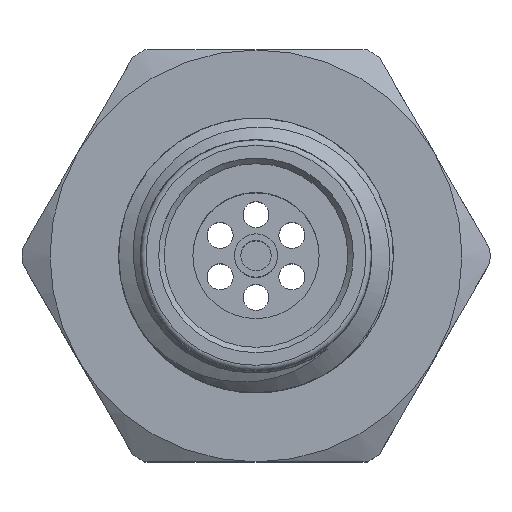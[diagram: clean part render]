
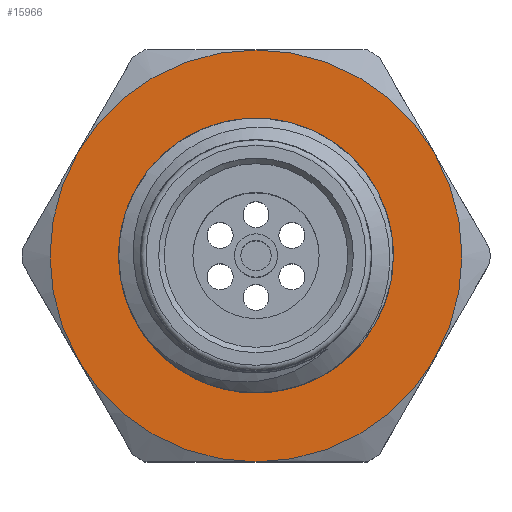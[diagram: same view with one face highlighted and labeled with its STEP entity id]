
A CAD part, top view. The second image highlights one B-rep face of the part: STEP entity #15966.
In plain terms, the highlighted planar face has unit normal (0, 0, 1).
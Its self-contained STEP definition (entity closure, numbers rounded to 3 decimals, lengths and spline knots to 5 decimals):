
#49 = AXIS2_PLACEMENT_3D ( 'NONE', #15780, #286, #26239 ) ;
#243 = AXIS2_PLACEMENT_3D ( 'NONE', #4985, #18110, #25389 ) ;
#286 = DIRECTION ( 'NONE',  ( 0., 0., 1. ) ) ;
#465 = ORIENTED_EDGE ( 'NONE', *, *, #20496, .T. ) ;
#477 = PLANE ( 'NONE',  #25787 ) ;
#646 = DIRECTION ( 'NONE',  ( 1., 0., 0. ) ) ;
#693 = CIRCLE ( 'NONE', #49, 0.1875 ) ;
#2210 = EDGE_CURVE ( 'NONE', #11845, #11845, #30319, .T. ) ;
#2485 = ORIENTED_EDGE ( 'NONE', *, *, #6953, .T. ) ;
#3081 = CIRCLE ( 'NONE', #22599, 0.1875 ) ;
#3635 = CIRCLE ( 'NONE', #7809, 0.1875 ) ;
#4011 = VERTEX_POINT ( 'NONE', #26075 ) ;
#4813 = DIRECTION ( 'NONE',  ( 0., 0., 1. ) ) ;
#4816 = CIRCLE ( 'NONE', #16484, 0.1875 ) ;
#4985 = CARTESIAN_POINT ( 'NONE',  ( 0., 0., -0.307 ) ) ;
#5360 = ORIENTED_EDGE ( 'NONE', *, *, #6061, .T. ) ;
#5630 = DIRECTION ( 'NONE',  ( 0., 0., 1. ) ) ;
#6061 = EDGE_CURVE ( 'NONE', #11539, #7019, #3635, .T. ) ;
#6953 = EDGE_CURVE ( 'NONE', #19247, #4011, #25811, .T. ) ;
#7019 = VERTEX_POINT ( 'NONE', #13006 ) ;
#7136 = FACE_BOUND ( 'NONE', #14593, .T. ) ;
#7809 = AXIS2_PLACEMENT_3D ( 'NONE', #33369, #4813, #22872 ) ;
#8427 = DIRECTION ( 'NONE',  ( 0., 0., 1. ) ) ;
#9237 = EDGE_CURVE ( 'NONE', #31202, #20685, #11687, .T. ) ;
#9242 = EDGE_CURVE ( 'NONE', #4011, #11539, #4816, .T. ) ;
#10529 = DIRECTION ( 'NONE',  ( 0., 0., 1. ) ) ;
#11250 = CARTESIAN_POINT ( 'NONE',  ( 0., 0., -0.307 ) ) ;
#11539 = VERTEX_POINT ( 'NONE', #22944 ) ;
#11687 = CIRCLE ( 'NONE', #243, 0.1875 ) ;
#11845 = VERTEX_POINT ( 'NONE', #14286 ) ;
#12790 = DIRECTION ( 'NONE',  ( 0., 0., 1. ) ) ;
#13006 = CARTESIAN_POINT ( 'NONE',  ( -0.16238, 0.09375, -0.307 ) ) ;
#13490 = DIRECTION ( 'NONE',  ( 1., 0., 0. ) ) ;
#13743 = CARTESIAN_POINT ( 'NONE',  ( 0., -0.1875, -0.307 ) ) ;
#13784 = EDGE_LOOP ( 'NONE', ( #2485, #24323, #5360, #465, #29235, #14263 ) ) ;
#13811 = EDGE_CURVE ( 'NONE', #20685, #19247, #693, .T. ) ;
#14263 = ORIENTED_EDGE ( 'NONE', *, *, #13811, .T. ) ;
#14286 = CARTESIAN_POINT ( 'NONE',  ( 0.10512, 0., -0.307 ) ) ;
#14593 = EDGE_LOOP ( 'NONE', ( #16573 ) ) ;
#14951 = AXIS2_PLACEMENT_3D ( 'NONE', #28548, #25712, #23026 ) ;
#15331 = CARTESIAN_POINT ( 'NONE',  ( -0.16238, -0.09375, -0.307 ) ) ;
#15353 = AXIS2_PLACEMENT_3D ( 'NONE', #26160, #5630, #646 ) ;
#15780 = CARTESIAN_POINT ( 'NONE',  ( 0., 0., -0.307 ) ) ;
#15966 = ADVANCED_FACE ( 'NONE', ( #7136, #20469 ), #477, .T. ) ;
#16484 = AXIS2_PLACEMENT_3D ( 'NONE', #27872, #12790, #23035 ) ;
#16573 = ORIENTED_EDGE ( 'NONE', *, *, #2210, .F. ) ;
#18110 = DIRECTION ( 'NONE',  ( 0., 0., 1. ) ) ;
#19247 = VERTEX_POINT ( 'NONE', #32325 ) ;
#20469 = FACE_OUTER_BOUND ( 'NONE', #13784, .T. ) ;
#20496 = EDGE_CURVE ( 'NONE', #7019, #31202, #3081, .T. ) ;
#20685 = VERTEX_POINT ( 'NONE', #13743 ) ;
#21138 = CARTESIAN_POINT ( 'NONE',  ( 0.125, 0., -0.307 ) ) ;
#21506 = DIRECTION ( 'NONE',  ( 1., 0., 0. ) ) ;
#22599 = AXIS2_PLACEMENT_3D ( 'NONE', #11250, #8427, #21506 ) ;
#22872 = DIRECTION ( 'NONE',  ( 1., 0., 0. ) ) ;
#22944 = CARTESIAN_POINT ( 'NONE',  ( 0., 0.1875, -0.307 ) ) ;
#23026 = DIRECTION ( 'NONE',  ( 1., 0., 0. ) ) ;
#23035 = DIRECTION ( 'NONE',  ( 1., 0., 0. ) ) ;
#24323 = ORIENTED_EDGE ( 'NONE', *, *, #9242, .T. ) ;
#25389 = DIRECTION ( 'NONE',  ( 1., 0., 0. ) ) ;
#25712 = DIRECTION ( 'NONE',  ( 0., 0., 1. ) ) ;
#25787 = AXIS2_PLACEMENT_3D ( 'NONE', #21138, #10529, #13490 ) ;
#25811 = CIRCLE ( 'NONE', #14951, 0.1875 ) ;
#26075 = CARTESIAN_POINT ( 'NONE',  ( 0.16238, 0.09375, -0.307 ) ) ;
#26160 = CARTESIAN_POINT ( 'NONE',  ( 0., 0., -0.307 ) ) ;
#26239 = DIRECTION ( 'NONE',  ( 1., 0., 0. ) ) ;
#27872 = CARTESIAN_POINT ( 'NONE',  ( 0., 0., -0.307 ) ) ;
#28548 = CARTESIAN_POINT ( 'NONE',  ( 0., 0., -0.307 ) ) ;
#29235 = ORIENTED_EDGE ( 'NONE', *, *, #9237, .T. ) ;
#30319 = CIRCLE ( 'NONE', #15353, 0.10512 ) ;
#31202 = VERTEX_POINT ( 'NONE', #15331 ) ;
#32325 = CARTESIAN_POINT ( 'NONE',  ( 0.16238, -0.09375, -0.307 ) ) ;
#33369 = CARTESIAN_POINT ( 'NONE',  ( 0., 0., -0.307 ) ) ;
